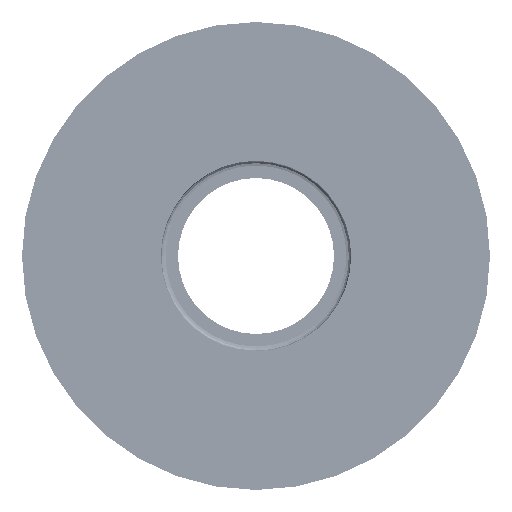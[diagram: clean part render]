
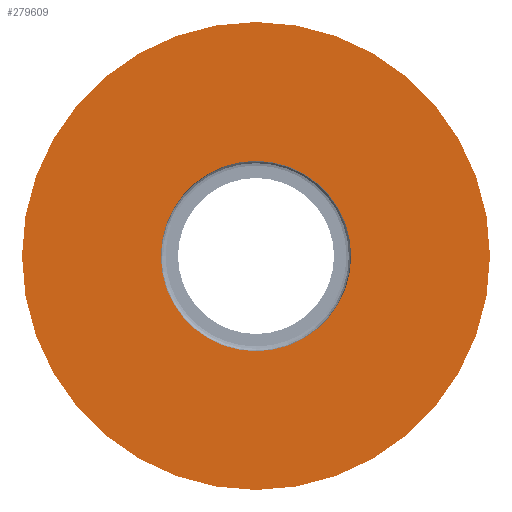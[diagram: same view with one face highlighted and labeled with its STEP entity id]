
A CAD part, left-side view. The second image highlights one B-rep face of the part: STEP entity #279609.
In plain terms, the highlighted planar face has unit normal (-1, 0, 0).
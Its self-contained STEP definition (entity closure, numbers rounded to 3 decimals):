
#463 = VERTEX_POINT ( 'NONE', #121060 ) ;
#6119 = FACE_BOUND ( 'NONE', #107544, .T. ) ;
#17712 = CIRCLE ( 'NONE', #86051, 6.1 ) ;
#21353 = CARTESIAN_POINT ( 'NONE',  ( 0., 6.1, 0. ) ) ;
#24418 = CARTESIAN_POINT ( 'NONE',  ( 0., 0., 0. ) ) ;
#29303 = VERTEX_POINT ( 'NONE', #277764 ) ;
#43269 = DIRECTION ( 'NONE',  ( 0., 0., -1. ) ) ;
#46307 = DIRECTION ( 'NONE',  ( 0., 0., 1. ) ) ;
#61729 = CARTESIAN_POINT ( 'NONE',  ( 0., 0., 0. ) ) ;
#63231 = PLANE ( 'NONE',  #114525 ) ;
#67091 = EDGE_LOOP ( 'NONE', ( #205992, #208458 ) ) ;
#71314 = CARTESIAN_POINT ( 'NONE',  ( 0., 0., -15. ) ) ;
#74613 = CARTESIAN_POINT ( 'NONE',  ( 0., 0., 0. ) ) ;
#75528 = DIRECTION ( 'NONE',  ( -1., 0., 0. ) ) ;
#83583 = DIRECTION ( 'NONE',  ( 0., 0., 1. ) ) ;
#86051 = AXIS2_PLACEMENT_3D ( 'NONE', #61729, #213361, #83583 ) ;
#96405 = DIRECTION ( 'NONE',  ( 0., 0., 1. ) ) ;
#102068 = AXIS2_PLACEMENT_3D ( 'NONE', #205434, #75528, #227185 ) ;
#107544 = EDGE_LOOP ( 'NONE', ( #195503, #197174 ) ) ;
#114525 = AXIS2_PLACEMENT_3D ( 'NONE', #21353, #173119, #43269 ) ;
#116521 = AXIS2_PLACEMENT_3D ( 'NONE', #74613, #226310, #96405 ) ;
#117124 = CIRCLE ( 'NONE', #217161, 15. ) ;
#121060 = CARTESIAN_POINT ( 'NONE',  ( 0., 0., -6.1 ) ) ;
#142464 = EDGE_CURVE ( 'NONE', #463, #29303, #17712, .T. ) ;
#156783 = EDGE_CURVE ( 'NONE', #229265, #188698, #117124, .T. ) ;
#173119 = DIRECTION ( 'NONE',  ( 1., 0., 0. ) ) ;
#175552 = EDGE_CURVE ( 'NONE', #188698, #229265, #202109, .T. ) ;
#176133 = DIRECTION ( 'NONE',  ( -1., 0., 0. ) ) ;
#179337 = FACE_OUTER_BOUND ( 'NONE', #67091, .T. ) ;
#188698 = VERTEX_POINT ( 'NONE', #71314 ) ;
#195503 = ORIENTED_EDGE ( 'NONE', *, *, #208675, .F. ) ;
#197174 = ORIENTED_EDGE ( 'NONE', *, *, #142464, .F. ) ;
#202109 = CIRCLE ( 'NONE', #116521, 15. ) ;
#205434 = CARTESIAN_POINT ( 'NONE',  ( 0., 0., 0. ) ) ;
#205992 = ORIENTED_EDGE ( 'NONE', *, *, #156783, .T. ) ;
#206699 = CIRCLE ( 'NONE', #102068, 6.1 ) ;
#208458 = ORIENTED_EDGE ( 'NONE', *, *, #175552, .T. ) ;
#208675 = EDGE_CURVE ( 'NONE', #29303, #463, #206699, .T. ) ;
#213361 = DIRECTION ( 'NONE',  ( -1., 0., 0. ) ) ;
#217161 = AXIS2_PLACEMENT_3D ( 'NONE', #24418, #176133, #46307 ) ;
#219232 = CARTESIAN_POINT ( 'NONE',  ( 0., 0., 15. ) ) ;
#226310 = DIRECTION ( 'NONE',  ( -1., 0., 0. ) ) ;
#227185 = DIRECTION ( 'NONE',  ( 0., 0., 1. ) ) ;
#229265 = VERTEX_POINT ( 'NONE', #219232 ) ;
#277764 = CARTESIAN_POINT ( 'NONE',  ( 0., 0., 6.1 ) ) ;
#279609 = ADVANCED_FACE ( 'NONE', ( #6119, #179337 ), #63231, .F. ) ;
